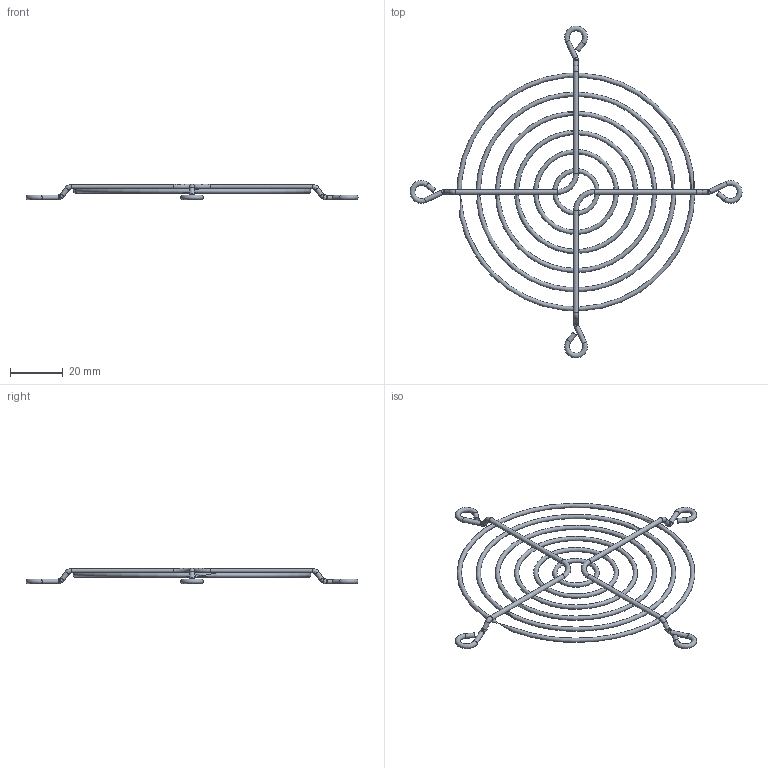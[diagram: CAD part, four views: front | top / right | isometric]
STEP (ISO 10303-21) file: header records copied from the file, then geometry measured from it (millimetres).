
FILE_DESCRIPTION(/* description */ ('Fan protection, 92x92 mm fan'),/* implementation_level */ '2;1');
FILE_NAME(/* name */ 'FG92_01',/* time_stamp */ '2017-12-13T20:56:36+01:00',/* author */ ('EiH'),/* organization */ (''),/* preprocessor_version */ 'ST-DEVELOPER v16.7',/* originating_system */ 'DEX',/* authorisation */ $);
FILE_SCHEMA (('AUTOMOTIVE_DESIGN {1 0 10303 214 3 1 1}'));
Length unit declared in the file: millimetre
Products named in the file (1): FG92_01
Bounding box: 125.3 x 125.3 x 5.91 mm (x, y, z)
Volume: 2803.8 mm3; surface area: 6730 mm2
Topology: 1 solids, 1 shells, 48 faces, 116 edges, 72 vertices
Faces by surface type: torus 24, cylinder 16, bspline 4, plane 4
Full cylindrical faces by diameter (mm): 1.81 x16
Entity records: 1658 total; most frequent: CARTESIAN_POINT 697, DIRECTION 170, ORIENTED_EDGE 128, EDGE_LOOP 128, FACE_BOUND 128, AXIS2_PLACEMENT_3D 85, EDGE_CURVE 64, VERTEX_POINT 64
